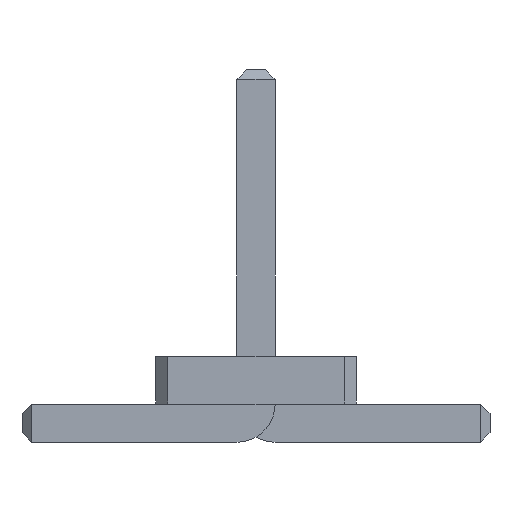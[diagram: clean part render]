
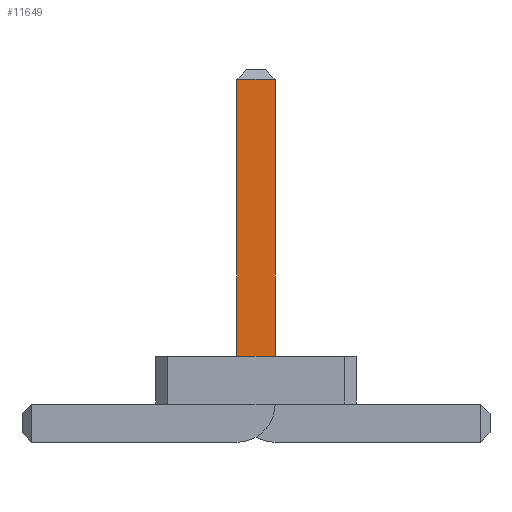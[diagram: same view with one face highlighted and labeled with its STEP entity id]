
A CAD part, front view. The second image highlights one B-rep face of the part: STEP entity #11649.
In plain terms, the highlighted planar face has unit normal (0, -1, 0).
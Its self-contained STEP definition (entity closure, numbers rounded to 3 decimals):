
#4399 = VERTEX_POINT('',#4400);
#4400 = CARTESIAN_POINT('',(-0.2,-16.71,0.9));
#4406 = EDGE_CURVE('',#4399,#4407,#4409,.T.);
#4407 = VERTEX_POINT('',#4408);
#4408 = CARTESIAN_POINT('',(0.2,-16.71,0.9));
#4409 = LINE('',#4410,#4411);
#4410 = CARTESIAN_POINT('',(-0.362,-16.71,0.9));
#4411 = VECTOR('',#4412,1.);
#4412 = DIRECTION('',(1.,0.,0.));
#11631 = EDGE_CURVE('',#4407,#11632,#11634,.T.);
#11632 = VERTEX_POINT('',#11633);
#11633 = CARTESIAN_POINT('',(0.2,-16.71,3.8));
#11634 = LINE('',#11635,#11636);
#11635 = CARTESIAN_POINT('',(0.2,-16.71,0.));
#11636 = VECTOR('',#11637,1.);
#11637 = DIRECTION('',(0.,0.,1.));
#11649 = ADVANCED_FACE('',(#11650),#11668,.F.);
#11650 = FACE_BOUND('',#11651,.F.);
#11651 = EDGE_LOOP('',(#11652,#11653,#11654,#11662));
#11652 = ORIENTED_EDGE('',*,*,#11631,.F.);
#11653 = ORIENTED_EDGE('',*,*,#4406,.F.);
#11654 = ORIENTED_EDGE('',*,*,#11655,.F.);
#11655 = EDGE_CURVE('',#11656,#4399,#11658,.T.);
#11656 = VERTEX_POINT('',#11657);
#11657 = CARTESIAN_POINT('',(-0.2,-16.71,3.8));
#11658 = LINE('',#11659,#11660);
#11659 = CARTESIAN_POINT('',(-0.2,-16.71,3.9));
#11660 = VECTOR('',#11661,1.);
#11661 = DIRECTION('',(0.,0.,-1.));
#11662 = ORIENTED_EDGE('',*,*,#11663,.F.);
#11663 = EDGE_CURVE('',#11632,#11656,#11664,.T.);
#11664 = LINE('',#11665,#11666);
#11665 = CARTESIAN_POINT('',(0.2,-16.71,3.8));
#11666 = VECTOR('',#11667,1.);
#11667 = DIRECTION('',(-1.,0.,0.));
#11668 = PLANE('',#11669);
#11669 = AXIS2_PLACEMENT_3D('',#11670,#11671,#11672);
#11670 = CARTESIAN_POINT('',(0.2,-16.71,3.9));
#11671 = DIRECTION('',(0.,1.,0.));
#11672 = DIRECTION('',(0.,0.,1.));
